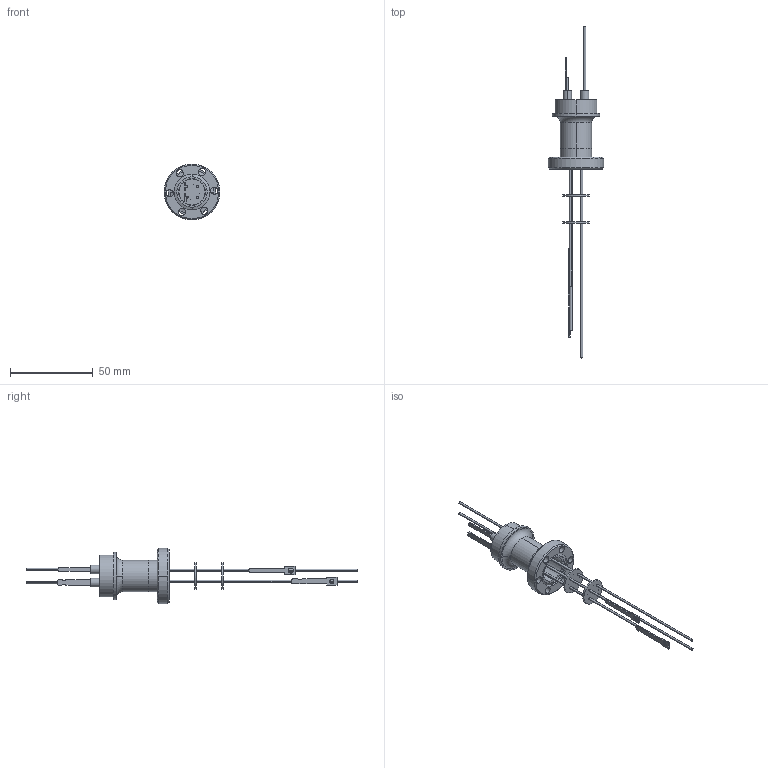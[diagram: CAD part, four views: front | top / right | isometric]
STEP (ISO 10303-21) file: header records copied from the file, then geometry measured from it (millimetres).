
FILE_DESCRIPTION (( 'STEP AP214' ), '1' );
FILE_NAME ('263-TCK-1-CU15-2-C16.STEP', '2013-08-08T06:32:57', ( 'allectra' ), ( 'Microsoft' ), 'SwSTEP 2.0', 'SolidWorks 2013', '' );
FILE_SCHEMA (( 'AUTOMOTIVE_DESIGN' ));
Length unit declared in the file: inch
Products named in the file (1): 263-TCK-1-CU15-2-C16
Bounding box: 33.78 x 200.85 x 33.78 mm (x, y, z)
Volume: 9670.9 mm3; surface area: 13682.5 mm2
Topology: 1 solids, 1 shells, 231 faces, 595 edges, 396 vertices
Faces by surface type: cylinder 138, plane 67, torus 12, bspline 8, cone 6
Entity records: 11015 total; most frequent: CARTESIAN_POINT 5004, DIRECTION 1336, ORIENTED_EDGE 1190, EDGE_CURVE 595, AXIS2_PLACEMENT_3D 547, VERTEX_POINT 396, CIRCLE 323, EDGE_LOOP 305
